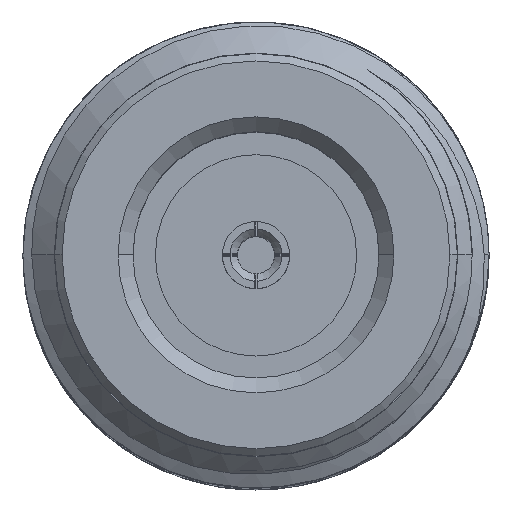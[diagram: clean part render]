
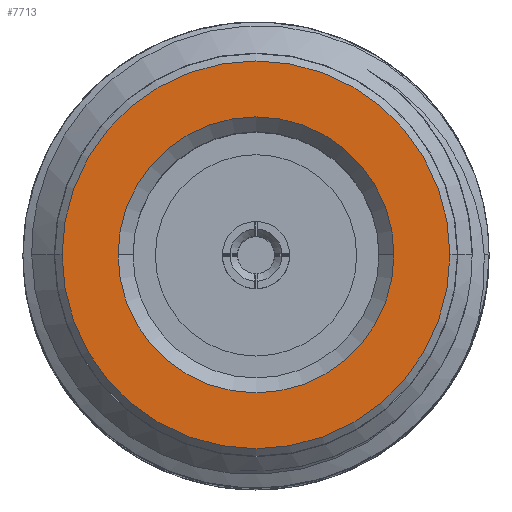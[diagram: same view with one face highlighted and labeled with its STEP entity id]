
A CAD part, top view. The second image highlights one B-rep face of the part: STEP entity #7713.
In plain terms, the highlighted planar face has unit normal (0, 0, 1).
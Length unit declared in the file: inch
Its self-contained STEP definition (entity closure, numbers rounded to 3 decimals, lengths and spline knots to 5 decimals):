
#211 = DIRECTION ( 'NONE',  ( 1., 0., 0. ) ) ;
#322 = CIRCLE ( 'NONE', #5992, 0.185 ) ;
#792 = DIRECTION ( 'NONE',  ( 1., 0., 0. ) ) ;
#816 = CARTESIAN_POINT ( 'NONE',  ( 0., 0., 0. ) ) ;
#1007 = CIRCLE ( 'NONE', #3472, 0.185 ) ;
#1617 = AXIS2_PLACEMENT_3D ( 'NONE', #1959, #3242, #7616 ) ;
#1959 = CARTESIAN_POINT ( 'NONE',  ( 0., 0., 0. ) ) ;
#2195 = CARTESIAN_POINT ( 'NONE',  ( -0.26, 0., 0. ) ) ;
#2724 = CARTESIAN_POINT ( 'NONE',  ( 0., 0., 0. ) ) ;
#2831 = EDGE_CURVE ( 'NONE', #4243, #6565, #4618, .T. ) ;
#2863 = ORIENTED_EDGE ( 'NONE', *, *, #2831, .T. ) ;
#3242 = DIRECTION ( 'NONE',  ( 0., 0., 1. ) ) ;
#3342 = CIRCLE ( 'NONE', #6191, 0.26 ) ;
#3343 = ORIENTED_EDGE ( 'NONE', *, *, #5313, .T. ) ;
#3434 = EDGE_CURVE ( 'NONE', #6565, #4243, #3342, .T. ) ;
#3472 = AXIS2_PLACEMENT_3D ( 'NONE', #5726, #5694, #6337 ) ;
#4243 = VERTEX_POINT ( 'NONE', #2195 ) ;
#4479 = VERTEX_POINT ( 'NONE', #7337 ) ;
#4556 = ORIENTED_EDGE ( 'NONE', *, *, #4827, .T. ) ;
#4604 = DIRECTION ( 'NONE',  ( 0., 0., -1. ) ) ;
#4618 = CIRCLE ( 'NONE', #1617, 0.26 ) ;
#4662 = DIRECTION ( 'NONE',  ( 1., 0., 0. ) ) ;
#4827 = EDGE_CURVE ( 'NONE', #5520, #4479, #322, .T. ) ;
#5289 = DIRECTION ( 'NONE',  ( 0., 0., 1. ) ) ;
#5307 = PLANE ( 'NONE',  #5901 ) ;
#5313 = EDGE_CURVE ( 'NONE', #4479, #5520, #1007, .T. ) ;
#5319 = EDGE_LOOP ( 'NONE', ( #2863, #6531 ) ) ;
#5520 = VERTEX_POINT ( 'NONE', #6611 ) ;
#5694 = DIRECTION ( 'NONE',  ( 0., 0., -1. ) ) ;
#5726 = CARTESIAN_POINT ( 'NONE',  ( 0., 0., 0. ) ) ;
#5901 = AXIS2_PLACEMENT_3D ( 'NONE', #816, #5925, #792 ) ;
#5925 = DIRECTION ( 'NONE',  ( 0., 0., 1. ) ) ;
#5992 = AXIS2_PLACEMENT_3D ( 'NONE', #2724, #4604, #211 ) ;
#6191 = AXIS2_PLACEMENT_3D ( 'NONE', #6541, #5289, #4662 ) ;
#6239 = FACE_BOUND ( 'NONE', #7018, .T. ) ;
#6337 = DIRECTION ( 'NONE',  ( 1., 0., 0. ) ) ;
#6488 = CARTESIAN_POINT ( 'NONE',  ( 0.26, 0., 0. ) ) ;
#6531 = ORIENTED_EDGE ( 'NONE', *, *, #3434, .T. ) ;
#6541 = CARTESIAN_POINT ( 'NONE',  ( 0., 0., 0. ) ) ;
#6565 = VERTEX_POINT ( 'NONE', #6488 ) ;
#6611 = CARTESIAN_POINT ( 'NONE',  ( 0.185, 0., 0. ) ) ;
#6659 = FACE_OUTER_BOUND ( 'NONE', #5319, .T. ) ;
#7018 = EDGE_LOOP ( 'NONE', ( #4556, #3343 ) ) ;
#7337 = CARTESIAN_POINT ( 'NONE',  ( -0.185, 0., 0. ) ) ;
#7616 = DIRECTION ( 'NONE',  ( 1., 0., 0. ) ) ;
#7713 = ADVANCED_FACE ( 'NONE', ( #6659, #6239 ), #5307, .T. ) ;
